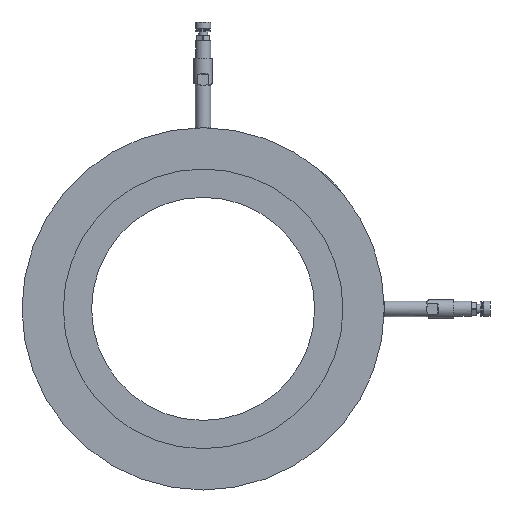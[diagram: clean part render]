
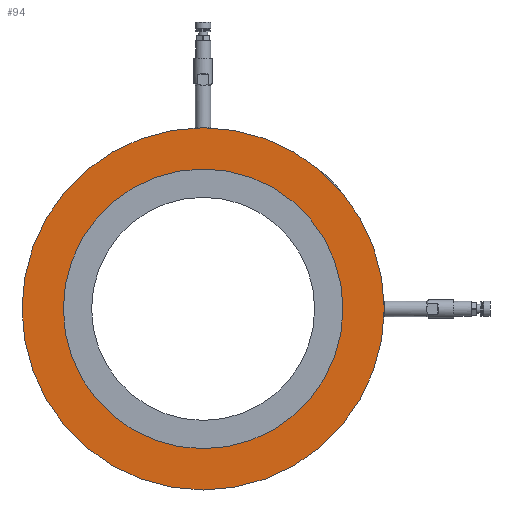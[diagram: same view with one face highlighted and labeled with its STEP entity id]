
A CAD part, left-side view. The second image highlights one B-rep face of the part: STEP entity #94.
In plain terms, the highlighted planar face has unit normal (-1, 0, 0).
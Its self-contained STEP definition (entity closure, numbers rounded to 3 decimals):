
#94 = ADVANCED_FACE( '', ( #231, #232 ), #233, .F. );
#231 = FACE_BOUND( '', #466, .T. );
#232 = FACE_OUTER_BOUND( '', #467, .T. );
#233 = PLANE( '', #468 );
#466 = EDGE_LOOP( '', ( #825 ) );
#467 = EDGE_LOOP( '', ( #826 ) );
#468 = AXIS2_PLACEMENT_3D( '', #827, #828, #829 );
#825 = ORIENTED_EDGE( '', *, *, #1459, .F. );
#826 = ORIENTED_EDGE( '', *, *, #1384, .T. );
#827 = CARTESIAN_POINT( '', ( -18., 0., 164.5 ) );
#828 = DIRECTION( '', ( 1., 0., 0. ) );
#829 = DIRECTION( '', ( 0., 0., -1. ) );
#1384 = EDGE_CURVE( '', #1614, #1614, #1615, .T. );
#1459 = EDGE_CURVE( '', #1750, #1750, #1751, .T. );
#1614 = VERTEX_POINT( '', #1980 );
#1615 = CIRCLE( '', #1981, 164.5 );
#1750 = VERTEX_POINT( '', #2380 );
#1751 = CIRCLE( '', #2381, 127. );
#1980 = CARTESIAN_POINT( '', ( -18., 0., 164.5 ) );
#1981 = AXIS2_PLACEMENT_3D( '', #2688, #2689, #2690 );
#2380 = CARTESIAN_POINT( '', ( -18., 0., 127. ) );
#2381 = AXIS2_PLACEMENT_3D( '', #2828, #2829, #2830 );
#2688 = CARTESIAN_POINT( '', ( -18., 0., 0. ) );
#2689 = DIRECTION( '', ( -1., 0., 0. ) );
#2690 = DIRECTION( '', ( 0., 0., 1. ) );
#2828 = CARTESIAN_POINT( '', ( -18., 0., 0. ) );
#2829 = DIRECTION( '', ( -1., 0., 0. ) );
#2830 = DIRECTION( '', ( 0., 0., 1. ) );
